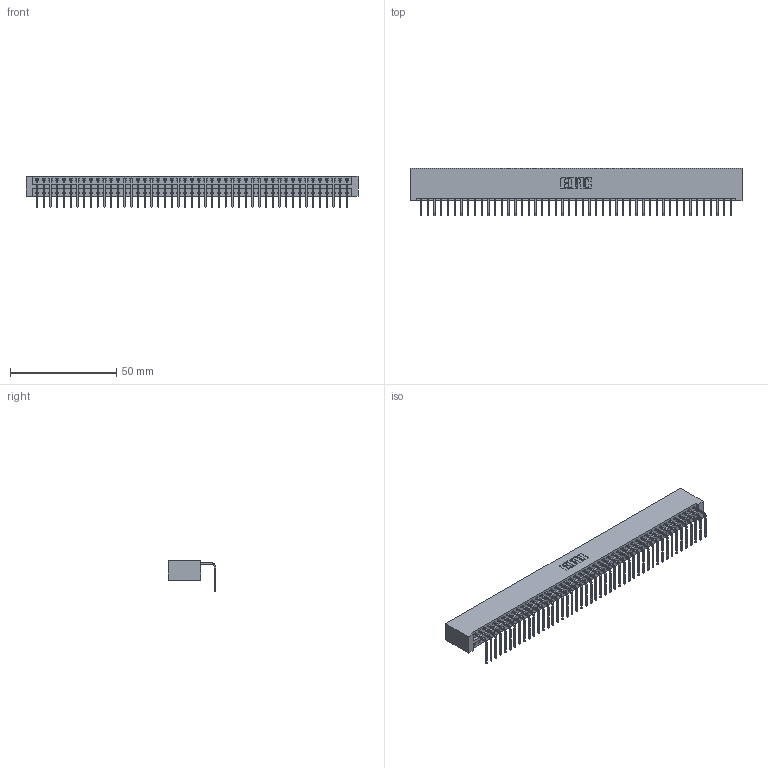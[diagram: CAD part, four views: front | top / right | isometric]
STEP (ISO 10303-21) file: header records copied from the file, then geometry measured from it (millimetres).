
FILE_DESCRIPTION (( 'STEP AP203' ), '1' );
FILE_NAME ('396-047-558-101.STEP', '2019-11-01T08:21:12', ( '' ), ( '' ), 'SwSTEP 2.0', 'SolidWorks 2016', '' );
FILE_SCHEMA (( 'CONFIG_CONTROL_DESIGN' ));
Length unit declared in the file: inch
Products named in the file (3): 346 Part_No Mounting Lugs; 345-292-001_558 Tail - 2; 396-047-558-101
Assembly tree (48 placements, depth 2):
  396-047-558-101
    346 Part_No Mounting Lugs
    345-292-001_558 Tail - 2  x47
Bounding box: 156.46 x 22.16 x 14.73 mm (x, y, z)
Volume: 15717.5 mm3; surface area: 20708.1 mm2
Topology: 48 solids, 48 shells, 2934 faces, 8859 edges, 5842 vertices
Faces by surface type: plane 2046, cylinder 888
Entity records: 28303 total; most frequent: CARTESIAN_POINT 4857, ORIENTED_EDGE 4838, DIRECTION 4273, EDGE_CURVE 2419, LINE 2107, VECTOR 2107, VERTEX_POINT 1610, AXIS2_PLACEMENT_3D 1083
